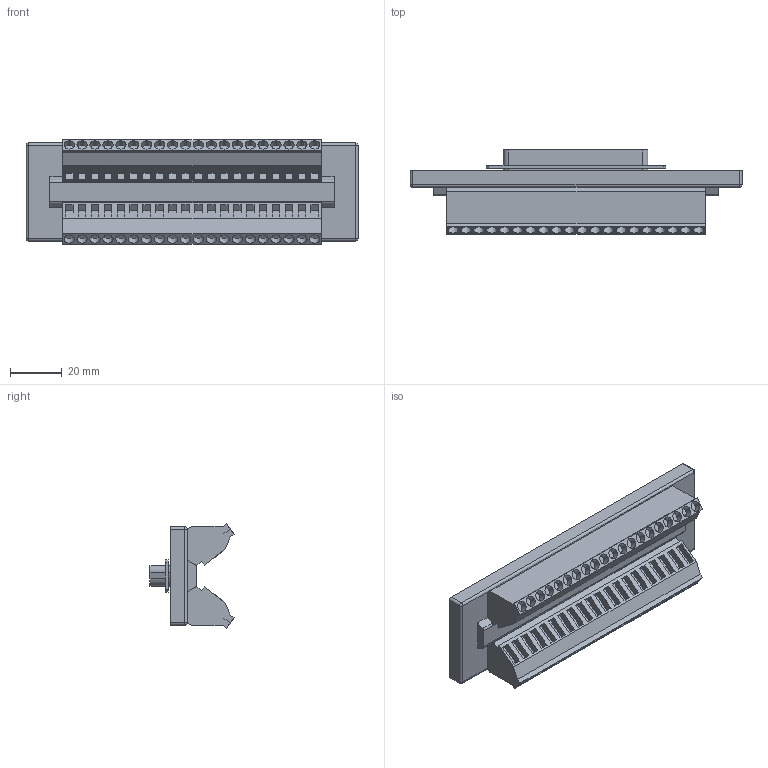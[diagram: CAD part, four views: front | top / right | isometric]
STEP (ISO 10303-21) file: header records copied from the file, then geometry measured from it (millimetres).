
FILE_DESCRIPTION(('SolidDesigner STEP Export'),'2;1');
FILE_NAME('2280349_flk_d37_sub_b-select.stp','2012-10-22T10:03:26',(''),(''),'Creo Elements/Direct Modeling STEP processor for AP214 (Solid Model)','Creo Elements/Direct Modeling 18.1 06-May-2012 (C) Parametric Technology GmbH','');
FILE_SCHEMA(('AUTOMOTIVE_DESIGN { 1 0 10303 214 1 1 1 1 }'));
Length unit declared in the file: millimetre
Products named in the file (2): 2280349_flk_d37_sub_b-select
Assembly tree (1 placements, depth 2):
  2280349_flk_d37_sub_b-select
    2280349_flk_d37_sub_b-select
Bounding box: 128.4 x 32.5 x 40.4 mm (x, y, z)
Volume: 75485.8 mm3; surface area: 24506.7 mm2
Topology: 1 solids, 1 shells, 403 faces, 946 edges, 624 vertices
Faces by surface type: plane 297, cylinder 102, sphere 4
Entity records: 14002 total; most frequent: ORIENTED_EDGE 1884, CARTESIAN_POINT 1874, DIRECTION 1776, EDGE_CURVE 942, VECTOR 724, LINE 724, VERTEX_POINT 624, AXIS2_PLACEMENT_3D 526
